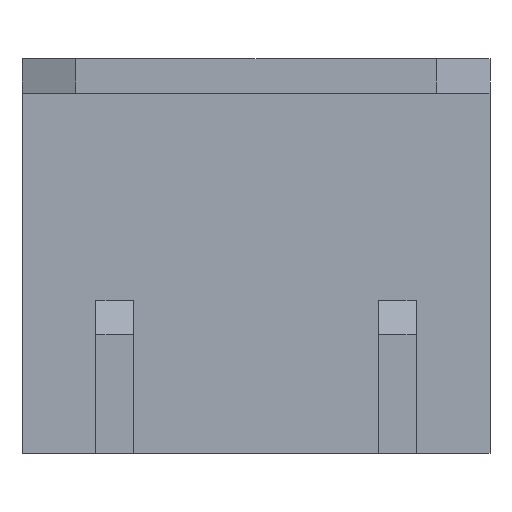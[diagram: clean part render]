
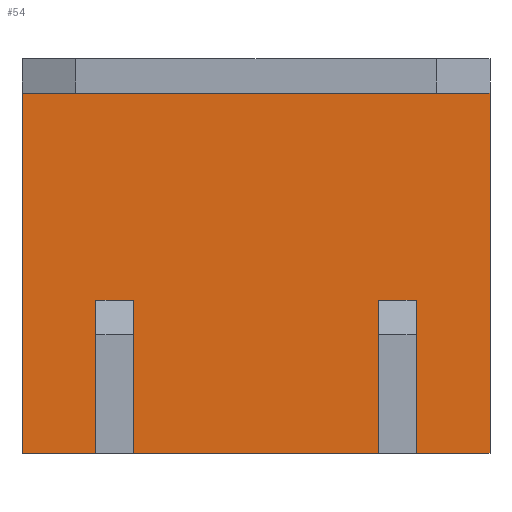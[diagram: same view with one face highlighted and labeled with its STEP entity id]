
A CAD part, front view. The second image highlights one B-rep face of the part: STEP entity #54.
In plain terms, the highlighted planar face has unit normal (0, -1, 0).
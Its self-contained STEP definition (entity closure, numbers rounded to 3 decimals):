
#6 = ORIENTED_EDGE ( 'NONE', *, *, #1501, .T. ) ;
#8 = EDGE_CURVE ( 'NONE', #73, #1524, #1548, .T. ) ;
#9 = ORIENTED_EDGE ( 'NONE', *, *, #8, .F. ) ;
#10 = ORIENTED_EDGE ( 'NONE', *, *, #1472, .T. ) ;
#11 = ORIENTED_EDGE ( 'NONE', *, *, #1479, .T. ) ;
#13 = ORIENTED_EDGE ( 'NONE', *, *, #1418, .T. ) ;
#54 = ADVANCED_FACE ( 'NONE', ( #1603 ), #1602, .T. ) ;
#55 = ORIENTED_EDGE ( 'NONE', *, *, #72, .T. ) ;
#56 = ORIENTED_EDGE ( 'NONE', *, *, #57, .F. ) ;
#57 = EDGE_CURVE ( 'NONE', #1515, #69, #1597, .T. ) ;
#58 = ORIENTED_EDGE ( 'NONE', *, *, #1514, .T. ) ;
#59 = ORIENTED_EDGE ( 'NONE', *, *, #1361, .T. ) ;
#60 = ORIENTED_EDGE ( 'NONE', *, *, #1024, .F. ) ;
#61 = ORIENTED_EDGE ( 'NONE', *, *, #1431, .T. ) ;
#62 = ORIENTED_EDGE ( 'NONE', *, *, #86, .T. ) ;
#69 = VERTEX_POINT ( 'NONE', #1648 ) ;
#72 = EDGE_CURVE ( 'NONE', #73, #69, #1646, .T. ) ;
#73 = VERTEX_POINT ( 'NONE', #1642 ) ;
#77 = EDGE_LOOP ( 'NONE', ( #55, #56, #58, #59, #60, #61, #62, #13, #11, #10, #6, #9 ) ) ;
#86 = EDGE_CURVE ( 'NONE', #1370, #1419, #1636, .T. ) ;
#966 = VERTEX_POINT ( 'NONE', #3265 ) ;
#969 = VERTEX_POINT ( 'NONE', #3263 ) ;
#1024 = EDGE_CURVE ( 'NONE', #966, #969, #3361, .T. ) ;
#1361 = EDGE_CURVE ( 'NONE', #1362, #969, #3859, .T. ) ;
#1362 = VERTEX_POINT ( 'NONE', #3855 ) ;
#1370 = VERTEX_POINT ( 'NONE', #3844 ) ;
#1414 = VERTEX_POINT ( 'NONE', #3923 ) ;
#1416 = VERTEX_POINT ( 'NONE', #3922 ) ;
#1418 = EDGE_CURVE ( 'NONE', #1419, #1416, #3921, .T. ) ;
#1419 = VERTEX_POINT ( 'NONE', #3917 ) ;
#1431 = EDGE_CURVE ( 'NONE', #966, #1370, #3904, .T. ) ;
#1470 = VERTEX_POINT ( 'NONE', #3941 ) ;
#1472 = EDGE_CURVE ( 'NONE', #1414, #1470, #3940, .T. ) ;
#1479 = EDGE_CURVE ( 'NONE', #1416, #1414, #3936, .T. ) ;
#1501 = EDGE_CURVE ( 'NONE', #1470, #1524, #3932, .T. ) ;
#1514 = EDGE_CURVE ( 'NONE', #1515, #1362, #3928, .T. ) ;
#1515 = VERTEX_POINT ( 'NONE', #3991 ) ;
#1524 = VERTEX_POINT ( 'NONE', #3976 ) ;
#1545 = DIRECTION ( 'NONE',  ( 0., 0., -1. ) ) ;
#1546 = VECTOR ( 'NONE', #1545, 1000. ) ;
#1547 = CARTESIAN_POINT ( 'NONE',  ( -6., 1.5, 5.592 ) ) ;
#1548 = LINE ( 'NONE', #1547, #1546 ) ;
#1594 = DIRECTION ( 'NONE',  ( 0., 0., 1. ) ) ;
#1595 = VECTOR ( 'NONE', #1594, 1000. ) ;
#1596 = CARTESIAN_POINT ( 'NONE',  ( -4.6, 1.5, 5.592 ) ) ;
#1597 = LINE ( 'NONE', #1596, #1595 ) ;
#1598 = DIRECTION ( 'NONE',  ( 0., 0., 1. ) ) ;
#1599 = DIRECTION ( 'NONE',  ( 0., -1., 0. ) ) ;
#1600 = CARTESIAN_POINT ( 'NONE',  ( 8.77, 1.5, 2.7 ) ) ;
#1601 = AXIS2_PLACEMENT_3D ( 'NONE', #1600, #1599, #1598 ) ;
#1602 = PLANE ( 'NONE',  #1601 ) ;
#1603 = FACE_OUTER_BOUND ( 'NONE', #77, .T. ) ;
#1633 = DIRECTION ( 'NONE',  ( 1., 0., 0. ) ) ;
#1634 = VECTOR ( 'NONE', #1633, 1000. ) ;
#1635 = CARTESIAN_POINT ( 'NONE',  ( 0., 1.5, 2.7 ) ) ;
#1636 = LINE ( 'NONE', #1635, #1634 ) ;
#1642 = CARTESIAN_POINT ( 'NONE',  ( -6., 1.5, 8.45 ) ) ;
#1643 = DIRECTION ( 'NONE',  ( 1., 0., 0. ) ) ;
#1644 = VECTOR ( 'NONE', #1643, 1000. ) ;
#1645 = CARTESIAN_POINT ( 'NONE',  ( 0., 1.5, 8.45 ) ) ;
#1646 = LINE ( 'NONE', #1645, #1644 ) ;
#1648 = CARTESIAN_POINT ( 'NONE',  ( -4.6, 1.5, 8.45 ) ) ;
#3263 = CARTESIAN_POINT ( 'NONE',  ( 4.6, 1.5, 8.45 ) ) ;
#3265 = CARTESIAN_POINT ( 'NONE',  ( 6., 1.5, 8.45 ) ) ;
#3358 = DIRECTION ( 'NONE',  ( -1., 0., 0. ) ) ;
#3359 = VECTOR ( 'NONE', #3358, 1000. ) ;
#3360 = CARTESIAN_POINT ( 'NONE',  ( 5.3, 1.5, 8.45 ) ) ;
#3361 = LINE ( 'NONE', #3360, #3359 ) ;
#3844 = CARTESIAN_POINT ( 'NONE',  ( 6., 1.5, 2.7 ) ) ;
#3855 = CARTESIAN_POINT ( 'NONE',  ( 4.6, 1.5, 2.7 ) ) ;
#3856 = DIRECTION ( 'NONE',  ( 0., 0., 1. ) ) ;
#3857 = VECTOR ( 'NONE', #3856, 1000. ) ;
#3858 = CARTESIAN_POINT ( 'NONE',  ( 4.6, 1.5, 9.45 ) ) ;
#3859 = LINE ( 'NONE', #3858, #3857 ) ;
#3901 = DIRECTION ( 'NONE',  ( 0., 0., -1. ) ) ;
#3902 = VECTOR ( 'NONE', #3901, 1000. ) ;
#3903 = CARTESIAN_POINT ( 'NONE',  ( 6., 1.5, 9.45 ) ) ;
#3904 = LINE ( 'NONE', #3903, #3902 ) ;
#3917 = CARTESIAN_POINT ( 'NONE',  ( 8.77, 1.5, 2.7 ) ) ;
#3918 = DIRECTION ( 'NONE',  ( 0., 0., 1. ) ) ;
#3919 = VECTOR ( 'NONE', #3918, 1000. ) ;
#3920 = CARTESIAN_POINT ( 'NONE',  ( 8.77, 1.5, 9.45 ) ) ;
#3921 = LINE ( 'NONE', #3920, #3919 ) ;
#3922 = CARTESIAN_POINT ( 'NONE',  ( 8.77, 1.5, 16.2 ) ) ;
#3923 = CARTESIAN_POINT ( 'NONE',  ( -8.77, 1.5, 16.2 ) ) ;
#3928 = LINE ( 'NONE', #3994, #3993 ) ;
#3929 = DIRECTION ( 'NONE',  ( 1., 0., 0. ) ) ;
#3930 = VECTOR ( 'NONE', #3929, 1000. ) ;
#3931 = CARTESIAN_POINT ( 'NONE',  ( 0., 1.5, 2.7 ) ) ;
#3932 = LINE ( 'NONE', #3931, #3930 ) ;
#3933 = DIRECTION ( 'NONE',  ( -1., 0., 0. ) ) ;
#3934 = VECTOR ( 'NONE', #3933, 1000. ) ;
#3935 = CARTESIAN_POINT ( 'NONE',  ( 0., 1.5, 16.2 ) ) ;
#3936 = LINE ( 'NONE', #3935, #3934 ) ;
#3937 = DIRECTION ( 'NONE',  ( 0., 0., -1. ) ) ;
#3938 = VECTOR ( 'NONE', #3937, 1000. ) ;
#3939 = CARTESIAN_POINT ( 'NONE',  ( -8.77, 1.5, 9.45 ) ) ;
#3940 = LINE ( 'NONE', #3939, #3938 ) ;
#3941 = CARTESIAN_POINT ( 'NONE',  ( -8.77, 1.5, 2.7 ) ) ;
#3976 = CARTESIAN_POINT ( 'NONE',  ( -6., 1.5, 2.7 ) ) ;
#3991 = CARTESIAN_POINT ( 'NONE',  ( -4.6, 1.5, 2.7 ) ) ;
#3992 = DIRECTION ( 'NONE',  ( 1., 0., 0. ) ) ;
#3993 = VECTOR ( 'NONE', #3992, 1000. ) ;
#3994 = CARTESIAN_POINT ( 'NONE',  ( 0., 1.5, 2.7 ) ) ;
